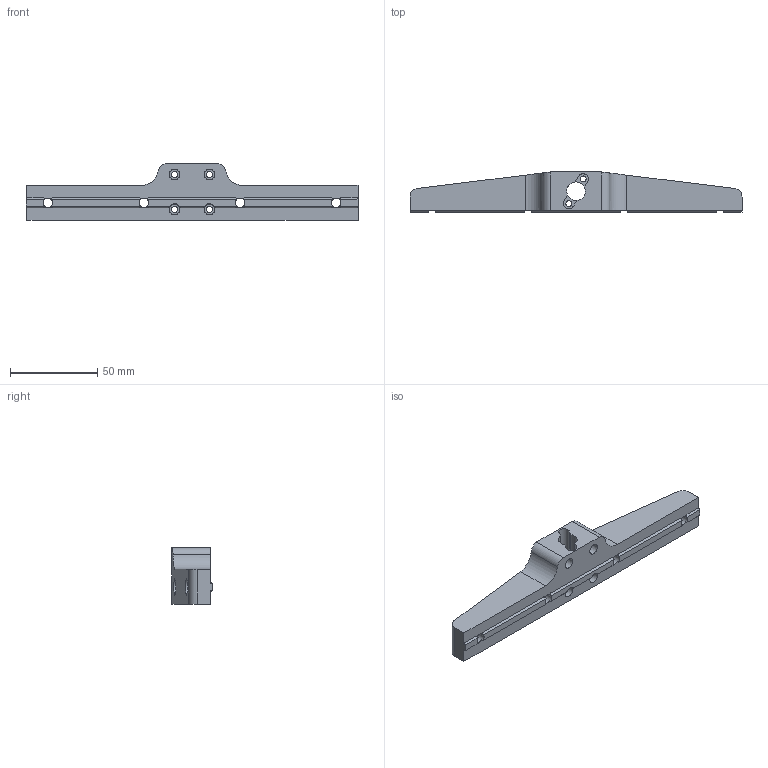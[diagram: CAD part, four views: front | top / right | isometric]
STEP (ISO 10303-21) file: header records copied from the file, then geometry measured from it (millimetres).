
FILE_DESCRIPTION(/* description */ ('STEP AP214'),/* implementation_level */ '2;1');
FILE_NAME(/* name */ '6024ab42d057921149a84d90',/* time_stamp */ '2021-02-11T03:57:55+00:00',/* author */ (''),/* organization */ (''),/* preprocessor_version */ 'ST-DEVELOPER v18.1',/* originating_system */ ' ',/* authorisation */ ' ');
FILE_SCHEMA (('AUTOMOTIVE_DESIGN {1 0 10303 214 3 1 1}'));
Length unit declared in the file: metre
Products named in the file (1): Leadscrew Block MGN12
Bounding box: 190 x 22.93 x 32.4 mm (x, y, z)
Volume: 70534 mm3; surface area: 20049.4 mm2
Topology: 1 solids, 1 shells, 96 faces, 260 edges, 169 vertices
Faces by surface type: cylinder 53, plane 42, cone 1
Full cylindrical faces by diameter (mm): 3.4 x6, 5.5 x4, 6.1 x4, 9.75 x4, 10.75 x1
Entity records: 2921 total; most frequent: DIRECTION 544, CARTESIAN_POINT 487, ORIENTED_EDGE 450, EDGE_CURVE 225, AXIS2_PLACEMENT_3D 223, VERTEX_POINT 155, EDGE_LOOP 144, FACE_BOUND 144
